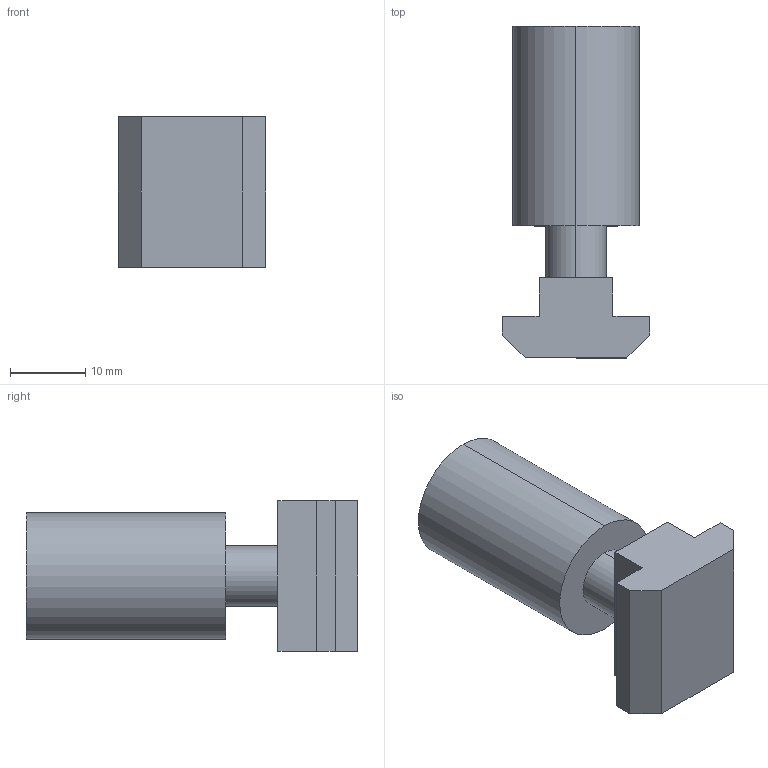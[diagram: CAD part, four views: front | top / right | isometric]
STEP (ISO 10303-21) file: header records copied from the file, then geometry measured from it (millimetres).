
FILE_DESCRIPTION (( 'STEP AP214' ), '1' );
FILE_NAME ('-61211701', '2019-02-04T09:21:50', ( '' ), ('JUGARD+KÜNSTNER GmbH'), 'SwSTEP 2.0', 'SolidWorks 2017', '' );
FILE_SCHEMA (( 'AUTOMOTIVE_DESIGN' ));
Length unit declared in the file: millimetre
Products named in the file (1): -61211701_CNAJF00
Bounding box: 19.5 x 44 x 20 mm (x, y, z)
Volume: 8842.9 mm3; surface area: 4166.6 mm2
Topology: 1 solids, 2 shells, 37 faces, 86 edges, 55 vertices
Faces by surface type: plane 23, cylinder 10, cone 4
Entity records: 1102 total; most frequent: CARTESIAN_POINT 219, DIRECTION 176, ORIENTED_EDGE 168, EDGE_CURVE 84, AXIS2_PLACEMENT_3D 60, LINE 56, VECTOR 56, VERTEX_POINT 55
